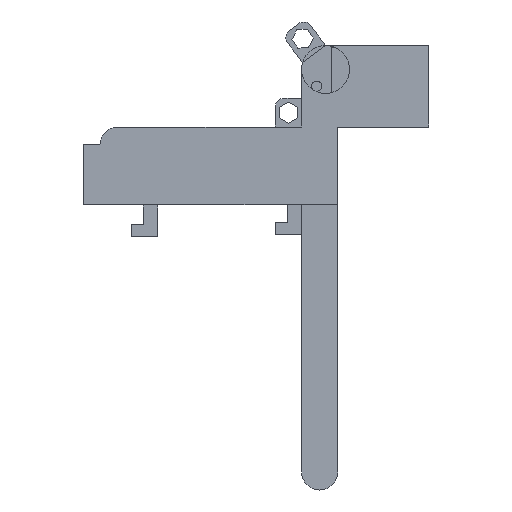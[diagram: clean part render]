
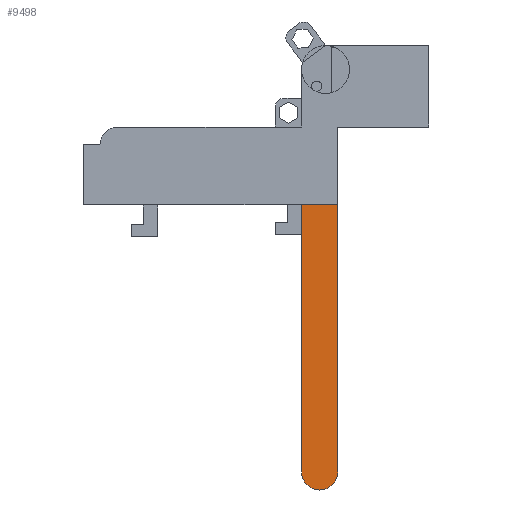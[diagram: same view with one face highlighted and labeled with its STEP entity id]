
A CAD part, front view. The second image highlights one B-rep face of the part: STEP entity #9498.
In plain terms, the highlighted planar face has unit normal (0, -1, 0).
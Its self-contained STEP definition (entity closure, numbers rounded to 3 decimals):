
#5432 = PLANE('',#5433);
#5433 = AXIS2_PLACEMENT_3D('',#5434,#5435,#5436);
#5434 = CARTESIAN_POINT('',(76.973,-8.,3.128));
#5435 = DIRECTION('',(0.,1.,0.));
#5436 = DIRECTION('',(0.,0.,1.));
#6881 = VERTEX_POINT('',#6882);
#6882 = CARTESIAN_POINT('',(106.,-8.,-25.1));
#6908 = EDGE_CURVE('',#6909,#6881,#6911,.T.);
#6909 = VERTEX_POINT('',#6910);
#6910 = CARTESIAN_POINT('',(91.,-8.,-25.1));
#6911 = SURFACE_CURVE('',#6912,(#6916,#6923),.PCURVE_S1.);
#6912 = LINE('',#6913,#6914);
#6913 = CARTESIAN_POINT('',(0.,-8.,-25.1));
#6914 = VECTOR('',#6915,1.);
#6915 = DIRECTION('',(1.,0.,0.));
#6916 = PCURVE('',#5432,#6917);
#6917 = DEFINITIONAL_REPRESENTATION('',(#6918),#6922);
#6918 = LINE('',#6919,#6920);
#6919 = CARTESIAN_POINT('',(-28.228,-76.973));
#6920 = VECTOR('',#6921,1.);
#6921 = DIRECTION('',(0.,1.));
#6922 = ( GEOMETRIC_REPRESENTATION_CONTEXT(2) 
PARAMETRIC_REPRESENTATION_CONTEXT() REPRESENTATION_CONTEXT('2D SPACE',''
  ) );
#6923 = PCURVE('',#6924,#6929);
#6924 = PLANE('',#6925);
#6925 = AXIS2_PLACEMENT_3D('',#6926,#6927,#6928);
#6926 = CARTESIAN_POINT('',(98.5,-8.,-82.709));
#6927 = DIRECTION('',(0.,1.,0.));
#6928 = DIRECTION('',(0.,0.,1.));
#6929 = DEFINITIONAL_REPRESENTATION('',(#6930),#6934);
#6930 = LINE('',#6931,#6932);
#6931 = CARTESIAN_POINT('',(57.609,-98.5));
#6932 = VECTOR('',#6933,1.);
#6933 = DIRECTION('',(0.,1.));
#6934 = ( GEOMETRIC_REPRESENTATION_CONTEXT(2) 
PARAMETRIC_REPRESENTATION_CONTEXT() REPRESENTATION_CONTEXT('2D SPACE',''
  ) );
#6952 = PLANE('',#6953);
#6953 = AXIS2_PLACEMENT_3D('',#6954,#6955,#6956);
#6954 = CARTESIAN_POINT('',(86.298,-8.,-32.148));
#6955 = DIRECTION('',(0.,1.,0.));
#6956 = DIRECTION('',(0.,0.,1.));
#9370 = EDGE_CURVE('',#9371,#6909,#9373,.T.);
#9371 = VERTEX_POINT('',#9372);
#9372 = CARTESIAN_POINT('',(91.,-8.,-37.6));
#9373 = SURFACE_CURVE('',#9374,(#9378,#9385),.PCURVE_S1.);
#9374 = LINE('',#9375,#9376);
#9375 = CARTESIAN_POINT('',(91.,-8.,-136.36));
#9376 = VECTOR('',#9377,1.);
#9377 = DIRECTION('',(0.,0.,1.));
#9378 = PCURVE('',#6952,#9379);
#9379 = DEFINITIONAL_REPRESENTATION('',(#9380),#9384);
#9380 = LINE('',#9381,#9382);
#9381 = CARTESIAN_POINT('',(-104.212,4.702));
#9382 = VECTOR('',#9383,1.);
#9383 = DIRECTION('',(1.,0.));
#9384 = ( GEOMETRIC_REPRESENTATION_CONTEXT(2) 
PARAMETRIC_REPRESENTATION_CONTEXT() REPRESENTATION_CONTEXT('2D SPACE',''
  ) );
#9385 = PCURVE('',#6924,#9386);
#9386 = DEFINITIONAL_REPRESENTATION('',(#9387),#9391);
#9387 = LINE('',#9388,#9389);
#9388 = CARTESIAN_POINT('',(-53.651,-7.5));
#9389 = VECTOR('',#9390,1.);
#9390 = DIRECTION('',(1.,0.));
#9391 = ( GEOMETRIC_REPRESENTATION_CONTEXT(2) 
PARAMETRIC_REPRESENTATION_CONTEXT() REPRESENTATION_CONTEXT('2D SPACE',''
  ) );
#9498 = ADVANCED_FACE('',(#9499),#6924,.F.);
#9499 = FACE_BOUND('',#9500,.F.);
#9500 = EDGE_LOOP('',(#9501,#9502,#9530,#9563,#9589));
#9501 = ORIENTED_EDGE('',*,*,#6908,.T.);
#9502 = ORIENTED_EDGE('',*,*,#9503,.T.);
#9503 = EDGE_CURVE('',#6881,#9504,#9506,.T.);
#9504 = VERTEX_POINT('',#9505);
#9505 = CARTESIAN_POINT('',(106.,-8.,-136.36));
#9506 = SURFACE_CURVE('',#9507,(#9511,#9518),.PCURVE_S1.);
#9507 = LINE('',#9508,#9509);
#9508 = CARTESIAN_POINT('',(106.,-8.,-25.1));
#9509 = VECTOR('',#9510,1.);
#9510 = DIRECTION('',(0.,0.,-1.));
#9511 = PCURVE('',#6924,#9512);
#9512 = DEFINITIONAL_REPRESENTATION('',(#9513),#9517);
#9513 = LINE('',#9514,#9515);
#9514 = CARTESIAN_POINT('',(57.609,7.5));
#9515 = VECTOR('',#9516,1.);
#9516 = DIRECTION('',(-1.,0.));
#9517 = ( GEOMETRIC_REPRESENTATION_CONTEXT(2) 
PARAMETRIC_REPRESENTATION_CONTEXT() REPRESENTATION_CONTEXT('2D SPACE',''
  ) );
#9518 = PCURVE('',#9519,#9524);
#9519 = PLANE('',#9520);
#9520 = AXIS2_PLACEMENT_3D('',#9521,#9522,#9523);
#9521 = CARTESIAN_POINT('',(106.,-8.,-25.1));
#9522 = DIRECTION('',(-1.,0.,0.));
#9523 = DIRECTION('',(0.,0.,-1.));
#9524 = DEFINITIONAL_REPRESENTATION('',(#9525),#9529);
#9525 = LINE('',#9526,#9527);
#9526 = CARTESIAN_POINT('',(-0.,0.));
#9527 = VECTOR('',#9528,1.);
#9528 = DIRECTION('',(1.,0.));
#9529 = ( GEOMETRIC_REPRESENTATION_CONTEXT(2) 
PARAMETRIC_REPRESENTATION_CONTEXT() REPRESENTATION_CONTEXT('2D SPACE',''
  ) );
#9530 = ORIENTED_EDGE('',*,*,#9531,.F.);
#9531 = EDGE_CURVE('',#9532,#9504,#9534,.T.);
#9532 = VERTEX_POINT('',#9533);
#9533 = CARTESIAN_POINT('',(91.,-8.,-136.36));
#9534 = SURFACE_CURVE('',#9535,(#9540,#9551),.PCURVE_S1.);
#9535 = CIRCLE('',#9536,7.5);
#9536 = AXIS2_PLACEMENT_3D('',#9537,#9538,#9539);
#9537 = CARTESIAN_POINT('',(98.5,-8.,-136.36));
#9538 = DIRECTION('',(0.,-1.,0.));
#9539 = DIRECTION('',(1.,0.,0.));
#9540 = PCURVE('',#6924,#9541);
#9541 = DEFINITIONAL_REPRESENTATION('',(#9542),#9550);
#9542 = ( BOUNDED_CURVE() B_SPLINE_CURVE(2,(#9543,#9544,#9545,#9546,
#9547,#9548,#9549),.UNSPECIFIED.,.T.,.F.) B_SPLINE_CURVE_WITH_KNOTS((1,2
    ,2,2,2,1),(-2.094,0.,2.094,4.189,
6.283,8.378),.UNSPECIFIED.) CURVE() 
GEOMETRIC_REPRESENTATION_ITEM() RATIONAL_B_SPLINE_CURVE((1.,0.5,1.,0.5,
1.,0.5,1.)) REPRESENTATION_ITEM('') );
#9543 = CARTESIAN_POINT('',(-53.651,7.5));
#9544 = CARTESIAN_POINT('',(-40.66,7.5));
#9545 = CARTESIAN_POINT('',(-47.156,-3.75));
#9546 = CARTESIAN_POINT('',(-53.651,-15.));
#9547 = CARTESIAN_POINT('',(-60.146,-3.75));
#9548 = CARTESIAN_POINT('',(-66.641,7.5));
#9549 = CARTESIAN_POINT('',(-53.651,7.5));
#9550 = ( GEOMETRIC_REPRESENTATION_CONTEXT(2) 
PARAMETRIC_REPRESENTATION_CONTEXT() REPRESENTATION_CONTEXT('2D SPACE',''
  ) );
#9551 = PCURVE('',#9552,#9557);
#9552 = CYLINDRICAL_SURFACE('',#9553,7.5);
#9553 = AXIS2_PLACEMENT_3D('',#9554,#9555,#9556);
#9554 = CARTESIAN_POINT('',(98.5,-8.,-136.36));
#9555 = DIRECTION('',(0.,-1.,0.));
#9556 = DIRECTION('',(1.,0.,0.));
#9557 = DEFINITIONAL_REPRESENTATION('',(#9558),#9562);
#9558 = LINE('',#9559,#9560);
#9559 = CARTESIAN_POINT('',(0.,0.));
#9560 = VECTOR('',#9561,1.);
#9561 = DIRECTION('',(1.,0.));
#9562 = ( GEOMETRIC_REPRESENTATION_CONTEXT(2) 
PARAMETRIC_REPRESENTATION_CONTEXT() REPRESENTATION_CONTEXT('2D SPACE',''
  ) );
#9563 = ORIENTED_EDGE('',*,*,#9564,.T.);
#9564 = EDGE_CURVE('',#9532,#9371,#9565,.T.);
#9565 = SURFACE_CURVE('',#9566,(#9570,#9577),.PCURVE_S1.);
#9566 = LINE('',#9567,#9568);
#9567 = CARTESIAN_POINT('',(91.,-8.,-136.36));
#9568 = VECTOR('',#9569,1.);
#9569 = DIRECTION('',(0.,0.,1.));
#9570 = PCURVE('',#6924,#9571);
#9571 = DEFINITIONAL_REPRESENTATION('',(#9572),#9576);
#9572 = LINE('',#9573,#9574);
#9573 = CARTESIAN_POINT('',(-53.651,-7.5));
#9574 = VECTOR('',#9575,1.);
#9575 = DIRECTION('',(1.,0.));
#9576 = ( GEOMETRIC_REPRESENTATION_CONTEXT(2) 
PARAMETRIC_REPRESENTATION_CONTEXT() REPRESENTATION_CONTEXT('2D SPACE',''
  ) );
#9577 = PCURVE('',#9578,#9583);
#9578 = PLANE('',#9579);
#9579 = AXIS2_PLACEMENT_3D('',#9580,#9581,#9582);
#9580 = CARTESIAN_POINT('',(91.,-8.,-136.36));
#9581 = DIRECTION('',(1.,0.,0.));
#9582 = DIRECTION('',(0.,0.,1.));
#9583 = DEFINITIONAL_REPRESENTATION('',(#9584),#9588);
#9584 = LINE('',#9585,#9586);
#9585 = CARTESIAN_POINT('',(0.,0.));
#9586 = VECTOR('',#9587,1.);
#9587 = DIRECTION('',(1.,0.));
#9588 = ( GEOMETRIC_REPRESENTATION_CONTEXT(2) 
PARAMETRIC_REPRESENTATION_CONTEXT() REPRESENTATION_CONTEXT('2D SPACE',''
  ) );
#9589 = ORIENTED_EDGE('',*,*,#9370,.T.);
